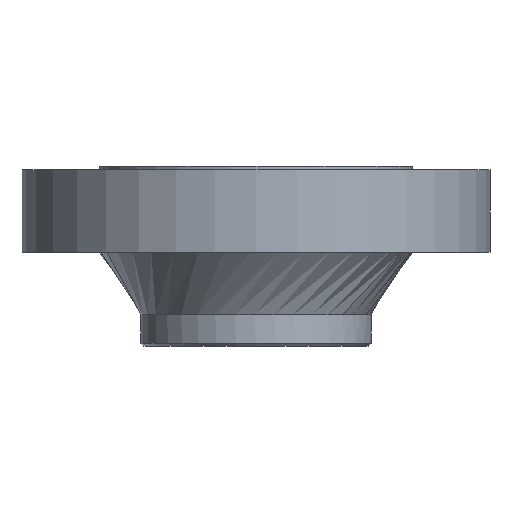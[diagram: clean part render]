
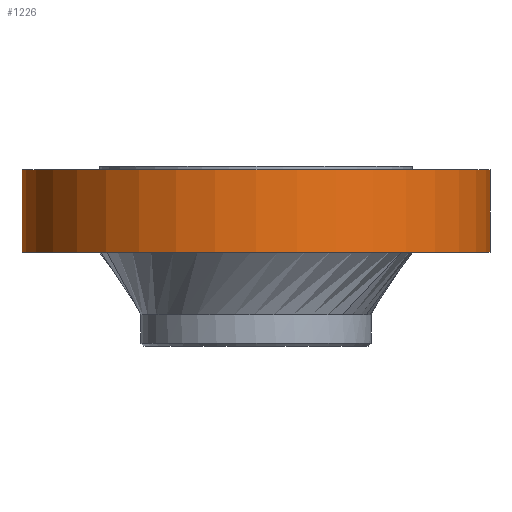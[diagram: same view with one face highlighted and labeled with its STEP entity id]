
A CAD part, front view. The second image highlights one B-rep face of the part: STEP entity #1226.
In plain terms, the highlighted cylindrical face has radius 412.75 mm (diameter 825.5 mm), a partial arc.
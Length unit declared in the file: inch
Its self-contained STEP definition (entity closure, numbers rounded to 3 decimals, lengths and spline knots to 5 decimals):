
#1 = DIRECTION ( 'NONE',  ( 0., 0., 1. ) ) ;
#69 = EDGE_CURVE ( 'NONE', #1378, #448, #240, .T. ) ;
#71 = LINE ( 'NONE', #352, #879 ) ;
#148 = DIRECTION ( 'NONE',  ( 0., 0., -1. ) ) ;
#189 = DIRECTION ( 'NONE',  ( 1., 0., 0. ) ) ;
#240 = LINE ( 'NONE', #1114, #1356 ) ;
#340 = CARTESIAN_POINT ( 'NONE',  ( 16.25, 0., -5.75 ) ) ;
#352 = CARTESIAN_POINT ( 'NONE',  ( -16.25, 0., -51.71194 ) ) ;
#396 = AXIS2_PLACEMENT_3D ( 'NONE', #947, #1481, #189 ) ;
#402 = EDGE_LOOP ( 'NONE', ( #1505, #1391, #1367, #967 ) ) ;
#414 = CIRCLE ( 'NONE', #1480, 16.25 ) ;
#448 = VERTEX_POINT ( 'NONE', #1237 ) ;
#460 = EDGE_CURVE ( 'NONE', #555, #535, #71, .T. ) ;
#476 = DIRECTION ( 'NONE',  ( 0., 0., 1. ) ) ;
#535 = VERTEX_POINT ( 'NONE', #888 ) ;
#546 = EDGE_CURVE ( 'NONE', #535, #448, #414, .T. ) ;
#555 = VERTEX_POINT ( 'NONE', #684 ) ;
#576 = CYLINDRICAL_SURFACE ( 'NONE', #396, 16.25 ) ;
#628 = CARTESIAN_POINT ( 'NONE',  ( 0., 0., 0. ) ) ;
#684 = CARTESIAN_POINT ( 'NONE',  ( -16.25, 0., -5.75 ) ) ;
#706 = FACE_OUTER_BOUND ( 'NONE', #402, .T. ) ;
#734 = DIRECTION ( 'NONE',  ( 0., 0., 1. ) ) ;
#879 = VECTOR ( 'NONE', #734, 39.37008 ) ;
#888 = CARTESIAN_POINT ( 'NONE',  ( -16.25, 0., 0. ) ) ;
#945 = AXIS2_PLACEMENT_3D ( 'NONE', #1166, #148, #1444 ) ;
#947 = CARTESIAN_POINT ( 'NONE',  ( 0., 0., -51.71194 ) ) ;
#967 = ORIENTED_EDGE ( 'NONE', *, *, #546, .F. ) ;
#1057 = DIRECTION ( 'NONE',  ( 1., 0., 0. ) ) ;
#1114 = CARTESIAN_POINT ( 'NONE',  ( 16.25, 0., -51.71194 ) ) ;
#1166 = CARTESIAN_POINT ( 'NONE',  ( 0., 0., -5.75 ) ) ;
#1226 = ADVANCED_FACE ( 'NONE', ( #706 ), #576, .T. ) ;
#1237 = CARTESIAN_POINT ( 'NONE',  ( 16.25, 0., 0. ) ) ;
#1356 = VECTOR ( 'NONE', #476, 39.37008 ) ;
#1367 = ORIENTED_EDGE ( 'NONE', *, *, #69, .T. ) ;
#1378 = VERTEX_POINT ( 'NONE', #340 ) ;
#1391 = ORIENTED_EDGE ( 'NONE', *, *, #1415, .F. ) ;
#1415 = EDGE_CURVE ( 'NONE', #1378, #555, #1558, .T. ) ;
#1444 = DIRECTION ( 'NONE',  ( 1., 0., 0. ) ) ;
#1480 = AXIS2_PLACEMENT_3D ( 'NONE', #628, #1, #1057 ) ;
#1481 = DIRECTION ( 'NONE',  ( 0., 0., 1. ) ) ;
#1505 = ORIENTED_EDGE ( 'NONE', *, *, #460, .F. ) ;
#1558 = CIRCLE ( 'NONE', #945, 16.25 ) ;
